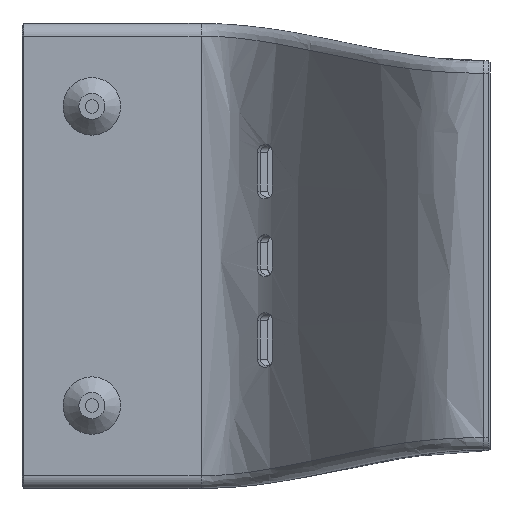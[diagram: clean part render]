
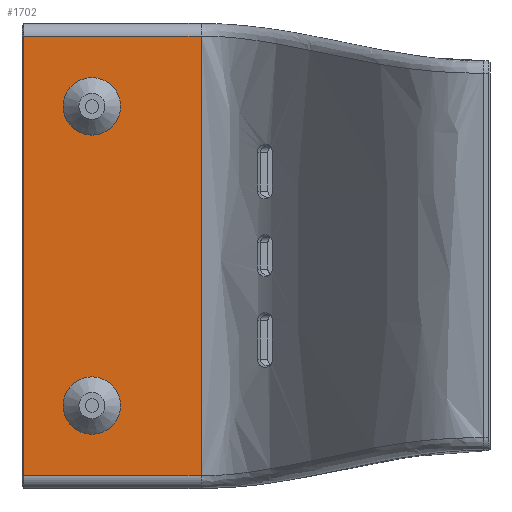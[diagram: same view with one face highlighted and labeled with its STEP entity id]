
A CAD part, top view. The second image highlights one B-rep face of the part: STEP entity #1702.
In plain terms, the highlighted planar face has unit normal (0, 0, 1).
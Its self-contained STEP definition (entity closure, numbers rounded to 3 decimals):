
#15=CIRCLE('',#1807,9.15);
#17=CIRCLE('',#1810,9.15);
#88=FACE_BOUND('',#321,.T.);
#89=FACE_BOUND('',#322,.T.);
#112=PLANE('',#1809);
#207=FACE_OUTER_BOUND('',#320,.T.);
#320=EDGE_LOOP('',(#1298,#1299,#1300,#1301));
#321=EDGE_LOOP('',(#1302));
#322=EDGE_LOOP('',(#1303));
#497=LINE('',#2795,#617);
#526=LINE('',#3794,#646);
#527=LINE('',#3795,#647);
#528=LINE('',#3796,#648);
#617=VECTOR('',#1939,10.);
#646=VECTOR('',#2006,10.);
#647=VECTOR('',#2007,10.);
#648=VECTOR('',#2008,10.);
#743=VERTEX_POINT('',#2777);
#745=VERTEX_POINT('',#2794);
#785=VERTEX_POINT('',#3786);
#787=VERTEX_POINT('',#3792);
#788=VERTEX_POINT('',#3793);
#789=VERTEX_POINT('',#3797);
#902=EDGE_CURVE('',#745,#743,#497,.T.);
#970=EDGE_CURVE('',#785,#785,#15,.T.);
#973=EDGE_CURVE('',#787,#788,#526,.T.);
#974=EDGE_CURVE('',#745,#787,#527,.T.);
#975=EDGE_CURVE('',#788,#743,#528,.T.);
#976=EDGE_CURVE('',#789,#789,#17,.T.);
#1298=ORIENTED_EDGE('',*,*,#973,.F.);
#1299=ORIENTED_EDGE('',*,*,#974,.F.);
#1300=ORIENTED_EDGE('',*,*,#902,.T.);
#1301=ORIENTED_EDGE('',*,*,#975,.F.);
#1302=ORIENTED_EDGE('',*,*,#976,.F.);
#1303=ORIENTED_EDGE('',*,*,#970,.F.);
#1702=ADVANCED_FACE('',(#207,#88,#89),#112,.T.);
#1807=AXIS2_PLACEMENT_3D('',#3787,#1999,#2000);
#1809=AXIS2_PLACEMENT_3D('',#3791,#2004,#2005);
#1810=AXIS2_PLACEMENT_3D('',#3798,#2009,#2010);
#1939=DIRECTION('',(0.,1.,0.));
#1999=DIRECTION('center_axis',(0.,0.,1.));
#2000=DIRECTION('ref_axis',(-1.,0.,0.));
#2004=DIRECTION('center_axis',(0.,0.,1.));
#2005=DIRECTION('ref_axis',(0.,-1.,0.));
#2006=DIRECTION('',(0.,1.,0.));
#2007=DIRECTION('',(-1.,0.,0.));
#2008=DIRECTION('',(1.,0.,0.));
#2009=DIRECTION('center_axis',(0.,0.,1.));
#2010=DIRECTION('ref_axis',(-1.,0.,0.));
#2777=CARTESIAN_POINT('',(155.,70.,29.6));
#2794=CARTESIAN_POINT('',(155.,-70.,29.6));
#2795=CARTESIAN_POINT('',(155.,37.,29.6));
#3786=CARTESIAN_POINT('',(129.4,47.6,29.6));
#3787=CARTESIAN_POINT('Origin',(120.25,47.6,29.6));
#3791=CARTESIAN_POINT('Origin',(98.,74.,29.6));
#3792=CARTESIAN_POINT('',(98.5,-70.,29.6));
#3793=CARTESIAN_POINT('',(98.5,70.,29.6));
#3794=CARTESIAN_POINT('',(98.5,37.,29.6));
#3795=CARTESIAN_POINT('',(98.,-70.,29.6));
#3796=CARTESIAN_POINT('',(98.,70.,29.6));
#3797=CARTESIAN_POINT('',(129.4,-47.65,29.6));
#3798=CARTESIAN_POINT('Origin',(120.25,-47.65,29.6));
